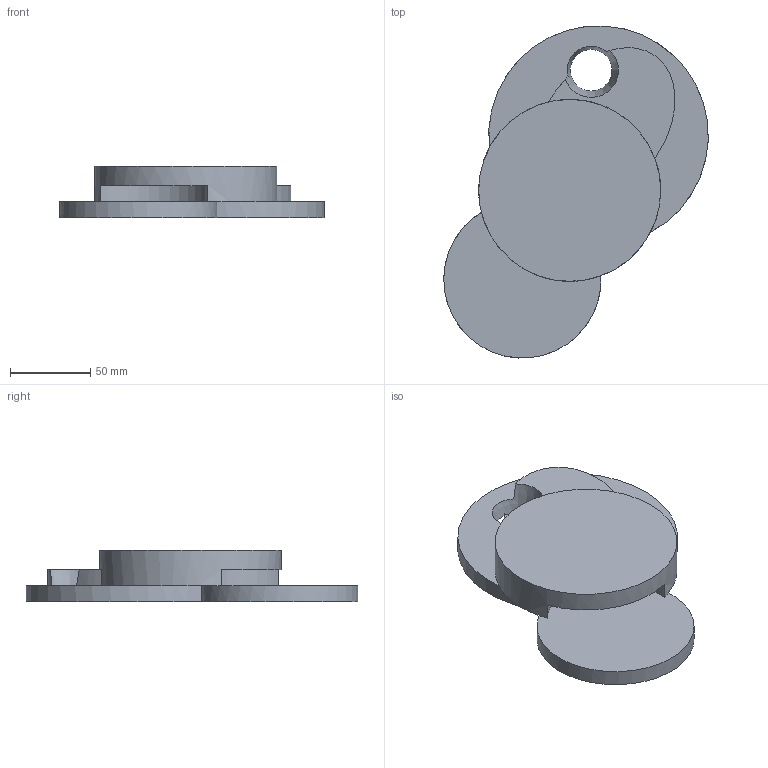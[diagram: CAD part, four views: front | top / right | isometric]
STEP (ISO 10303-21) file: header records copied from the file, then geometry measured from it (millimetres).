
FILE_DESCRIPTION(('FreeCAD Model'),'2;1');
FILE_NAME('FacePlaning1.step', '2019-03-25T19:34:00',(''),(''),'Open CASCADE STEP processor 7.1', 'FreeCAD','Unknown');
FILE_SCHEMA(('AUTOMOTIVE_DESIGN { 1 0 10303 214 1 1 1 1 }'));
Length unit declared in the file: millimetre
Products named in the file (1): FacePlaning1
Bounding box: 165.13 x 207.29 x 32 mm (x, y, z)
Volume: 431893.8 mm3; surface area: 64325.8 mm2
Topology: 1 solids, 1 shells, 15 faces, 40 edges, 26 vertices
Faces by surface type: plane 8, cylinder 4, extrusion 2, cone 1
Full cylindrical faces by diameter (mm): 113.64 x1
Entity records: 2426 total; most frequent: CARTESIAN_POINT 1670, DIRECTION 137, ORIENTED_EDGE 80, PCURVE 80, DEFINITIONAL_REPRESENTATION 80, AXIS2_PLACEMENT_3D 46, VECTOR 42, EDGE_CURVE 40
